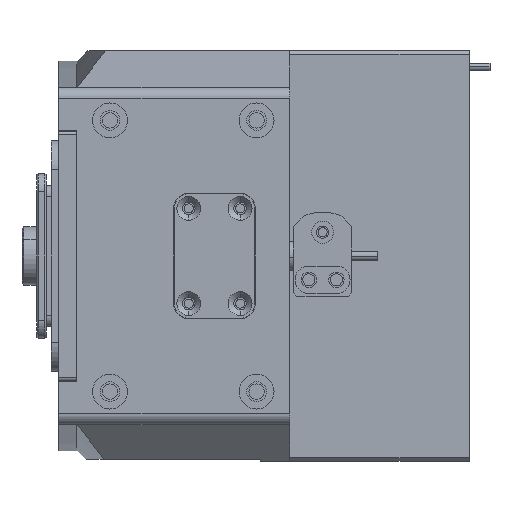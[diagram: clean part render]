
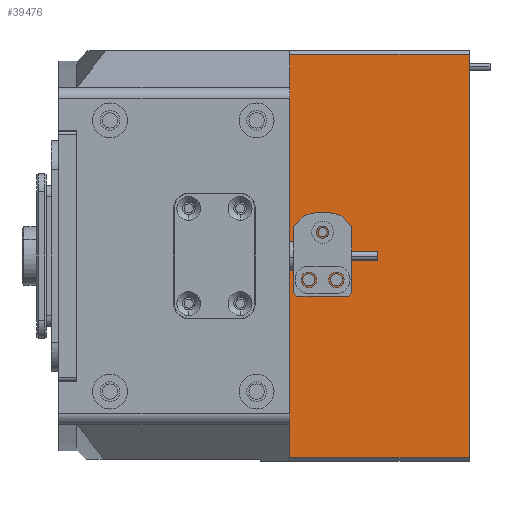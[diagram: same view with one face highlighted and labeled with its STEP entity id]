
A CAD part, left-side view. The second image highlights one B-rep face of the part: STEP entity #39476.
In plain terms, the highlighted planar face has unit normal (-1, 0, 0).
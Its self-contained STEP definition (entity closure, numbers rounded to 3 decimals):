
#12 = FACE_BOUND ( 'NONE', #29373, .T. ) ;
#1495 = DIRECTION ( 'NONE',  ( 0., 0., -1. ) ) ;
#1850 = CARTESIAN_POINT ( 'NONE',  ( -93., -65.5, 56. ) ) ;
#1876 = VERTEX_POINT ( 'NONE', #18102 ) ;
#2855 = AXIS2_PLACEMENT_3D ( 'NONE', #30721, #34332, #19439 ) ;
#3805 = ORIENTED_EDGE ( 'NONE', *, *, #15826, .T. ) ;
#3815 = DIRECTION ( 'NONE',  ( 0., 0., 1. ) ) ;
#4044 = EDGE_CURVE ( 'NONE', #13914, #31604, #17416, .T. ) ;
#4095 = CARTESIAN_POINT ( 'NONE',  ( -93., -29.25, -4.85 ) ) ;
#4445 = DIRECTION ( 'NONE',  ( 0., 1., 0. ) ) ;
#4760 = PLANE ( 'NONE',  #32379 ) ;
#5461 = ORIENTED_EDGE ( 'NONE', *, *, #11957, .F. ) ;
#6304 = CIRCLE ( 'NONE', #30716, 1.25 ) ;
#6491 = ORIENTED_EDGE ( 'NONE', *, *, #16609, .F. ) ;
#7234 = CARTESIAN_POINT ( 'NONE',  ( -93., -65.5, 56. ) ) ;
#7558 = DIRECTION ( 'NONE',  ( -1., 0., 0. ) ) ;
#7637 = CARTESIAN_POINT ( 'NONE',  ( -93., -25.5, 5.25 ) ) ;
#8201 = CARTESIAN_POINT ( 'NONE',  ( -93., -65.5, 55. ) ) ;
#8434 = AXIS2_PLACEMENT_3D ( 'NONE', #29893, #7558, #30230 ) ;
#8917 = AXIS2_PLACEMENT_3D ( 'NONE', #10778, #40850, #18456 ) ;
#9315 = VERTEX_POINT ( 'NONE', #4095 ) ;
#9613 = VERTEX_POINT ( 'NONE', #11028 ) ;
#10232 = DIRECTION ( 'NONE',  ( -1., 0., 0. ) ) ;
#10449 = LINE ( 'NONE', #25503, #18048 ) ;
#10461 = FACE_BOUND ( 'NONE', #44708, .T. ) ;
#10778 = CARTESIAN_POINT ( 'NONE',  ( -93., -29.25, -6.5 ) ) ;
#11028 = CARTESIAN_POINT ( 'NONE',  ( -93., -65.5, -55. ) ) ;
#11957 = EDGE_CURVE ( 'NONE', #47483, #36578, #6304, .T. ) ;
#13914 = VERTEX_POINT ( 'NONE', #15929 ) ;
#14560 = CIRCLE ( 'NONE', #2855, 1.65 ) ;
#14708 = DIRECTION ( 'NONE',  ( 1., 0., 0. ) ) ;
#15456 = CIRCLE ( 'NONE', #16496, 1.65 ) ;
#15651 = LINE ( 'NONE', #23836, #17443 ) ;
#15826 = EDGE_CURVE ( 'NONE', #1876, #9613, #10449, .T. ) ;
#15929 = CARTESIAN_POINT ( 'NONE',  ( -93., -65.5, 55. ) ) ;
#16049 = EDGE_CURVE ( 'NONE', #31604, #1876, #15651, .T. ) ;
#16496 = AXIS2_PLACEMENT_3D ( 'NONE', #39125, #35207, #17216 ) ;
#16609 = EDGE_CURVE ( 'NONE', #9315, #30054, #30831, .T. ) ;
#17216 = DIRECTION ( 'NONE',  ( 0., 0., 1. ) ) ;
#17416 = LINE ( 'NONE', #8201, #24367 ) ;
#17443 = VECTOR ( 'NONE', #1495, 1000. ) ;
#17864 = AXIS2_PLACEMENT_3D ( 'NONE', #47791, #10232, #28689 ) ;
#18048 = VECTOR ( 'NONE', #36157, 1000. ) ;
#18102 = CARTESIAN_POINT ( 'NONE',  ( -93., -16.5, -55. ) ) ;
#18456 = DIRECTION ( 'NONE',  ( 0., 0., 1. ) ) ;
#18648 = FACE_BOUND ( 'NONE', #37019, .T. ) ;
#18970 = DIRECTION ( 'NONE',  ( -1., 0., 0. ) ) ;
#19439 = DIRECTION ( 'NONE',  ( 0., 0., 1. ) ) ;
#21679 = CIRCLE ( 'NONE', #8434, 1.65 ) ;
#21697 = VECTOR ( 'NONE', #43168, 1000. ) ;
#22708 = CARTESIAN_POINT ( 'NONE',  ( -93., -29.25, -8.15 ) ) ;
#22834 = LINE ( 'NONE', #1850, #21697 ) ;
#23199 = DIRECTION ( 'NONE',  ( 0., 1., 0. ) ) ;
#23324 = EDGE_CURVE ( 'NONE', #45181, #45209, #14560, .T. ) ;
#23836 = CARTESIAN_POINT ( 'NONE',  ( -93., -16.5, 56. ) ) ;
#24080 = ORIENTED_EDGE ( 'NONE', *, *, #23324, .F. ) ;
#24367 = VECTOR ( 'NONE', #4445, 1000. ) ;
#25503 = CARTESIAN_POINT ( 'NONE',  ( -93., -65.5, -55. ) ) ;
#25562 = ORIENTED_EDGE ( 'NONE', *, *, #41142, .F. ) ;
#26169 = CARTESIAN_POINT ( 'NONE',  ( -93., -25.5, 6.5 ) ) ;
#27589 = CARTESIAN_POINT ( 'NONE',  ( -93., -16.5, 55. ) ) ;
#27933 = ORIENTED_EDGE ( 'NONE', *, *, #16049, .T. ) ;
#28689 = DIRECTION ( 'NONE',  ( 0., 0., 1. ) ) ;
#29373 = EDGE_LOOP ( 'NONE', ( #37082, #5461 ) ) ;
#29893 = CARTESIAN_POINT ( 'NONE',  ( -93., -29.25, -6.5 ) ) ;
#30054 = VERTEX_POINT ( 'NONE', #22708 ) ;
#30230 = DIRECTION ( 'NONE',  ( 0., 0., 1. ) ) ;
#30716 = AXIS2_PLACEMENT_3D ( 'NONE', #26169, #18970, #3815 ) ;
#30721 = CARTESIAN_POINT ( 'NONE',  ( -93., -21.75, -6.5 ) ) ;
#30831 = CIRCLE ( 'NONE', #8917, 1.65 ) ;
#31496 = EDGE_CURVE ( 'NONE', #30054, #9315, #21679, .T. ) ;
#31604 = VERTEX_POINT ( 'NONE', #27589 ) ;
#32379 = AXIS2_PLACEMENT_3D ( 'NONE', #7234, #14708, #23199 ) ;
#33705 = EDGE_CURVE ( 'NONE', #36578, #47483, #39518, .T. ) ;
#34332 = DIRECTION ( 'NONE',  ( -1., 0., 0. ) ) ;
#35207 = DIRECTION ( 'NONE',  ( -1., 0., 0. ) ) ;
#35243 = CARTESIAN_POINT ( 'NONE',  ( -93., -21.75, -8.15 ) ) ;
#36157 = DIRECTION ( 'NONE',  ( 0., -1., 0. ) ) ;
#36578 = VERTEX_POINT ( 'NONE', #41793 ) ;
#37019 = EDGE_LOOP ( 'NONE', ( #6491, #40829 ) ) ;
#37082 = ORIENTED_EDGE ( 'NONE', *, *, #33705, .F. ) ;
#37885 = ORIENTED_EDGE ( 'NONE', *, *, #41585, .F. ) ;
#39112 = FACE_OUTER_BOUND ( 'NONE', #43610, .T. ) ;
#39125 = CARTESIAN_POINT ( 'NONE',  ( -93., -21.75, -6.5 ) ) ;
#39476 = ADVANCED_FACE ( 'NONE', ( #12, #10461, #18648, #39112 ), #4760, .F. ) ;
#39518 = CIRCLE ( 'NONE', #17864, 1.25 ) ;
#40829 = ORIENTED_EDGE ( 'NONE', *, *, #31496, .F. ) ;
#40850 = DIRECTION ( 'NONE',  ( -1., 0., 0. ) ) ;
#41142 = EDGE_CURVE ( 'NONE', #45209, #45181, #15456, .T. ) ;
#41585 = EDGE_CURVE ( 'NONE', #13914, #9613, #22834, .T. ) ;
#41766 = ORIENTED_EDGE ( 'NONE', *, *, #4044, .T. ) ;
#41793 = CARTESIAN_POINT ( 'NONE',  ( -93., -25.5, 7.75 ) ) ;
#42916 = CARTESIAN_POINT ( 'NONE',  ( -93., -21.75, -4.85 ) ) ;
#43168 = DIRECTION ( 'NONE',  ( 0., 0., -1. ) ) ;
#43610 = EDGE_LOOP ( 'NONE', ( #27933, #3805, #37885, #41766 ) ) ;
#44708 = EDGE_LOOP ( 'NONE', ( #24080, #25562 ) ) ;
#45181 = VERTEX_POINT ( 'NONE', #42916 ) ;
#45209 = VERTEX_POINT ( 'NONE', #35243 ) ;
#47483 = VERTEX_POINT ( 'NONE', #7637 ) ;
#47791 = CARTESIAN_POINT ( 'NONE',  ( -93., -25.5, 6.5 ) ) ;
